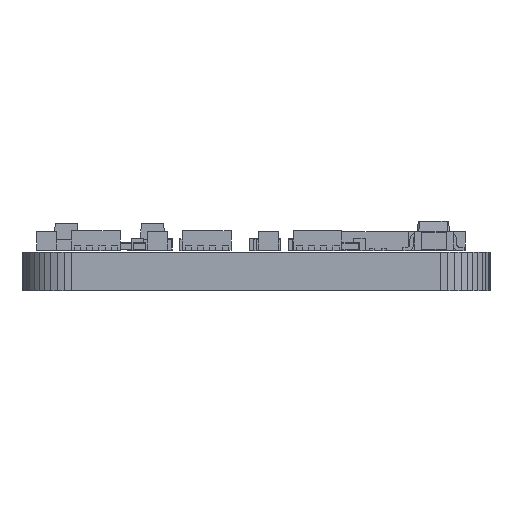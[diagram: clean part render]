
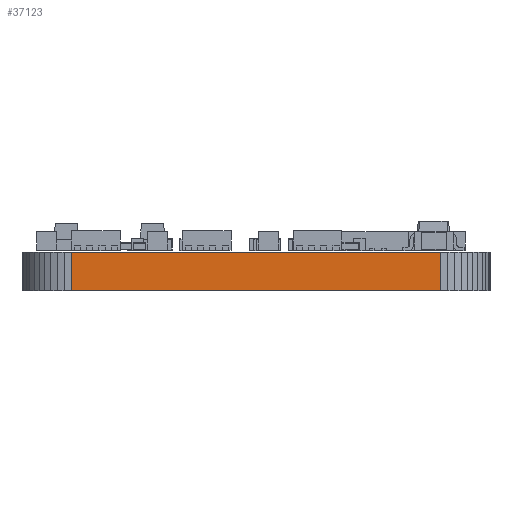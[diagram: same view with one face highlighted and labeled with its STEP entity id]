
A CAD part, front view. The second image highlights one B-rep face of the part: STEP entity #37123.
In plain terms, the highlighted planar face has unit normal (0, -1, 0).
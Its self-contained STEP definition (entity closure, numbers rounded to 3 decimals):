
#32011 = PLANE('',#32012);
#32012 = AXIS2_PLACEMENT_3D('',#32013,#32014,#32015);
#32013 = CARTESIAN_POINT('',(97.5,-65.5,1.57));
#32014 = DIRECTION('',(-0.,-0.,-1.));
#32015 = DIRECTION('',(-1.,0.,0.));
#32065 = PLANE('',#32066);
#32066 = AXIS2_PLACEMENT_3D('',#32067,#32068,#32069);
#32067 = CARTESIAN_POINT('',(97.5,-65.5,0.));
#32068 = DIRECTION('',(-0.,-0.,-1.));
#32069 = DIRECTION('',(-1.,0.,0.));
#32762 = VERTEX_POINT('',#32763);
#32763 = CARTESIAN_POINT('',(105.,-81.5,0.));
#32777 = PLANE('',#32778);
#32778 = AXIS2_PLACEMENT_3D('',#32779,#32780,#32781);
#32779 = CARTESIAN_POINT('',(105.285,-81.48,0.));
#32780 = DIRECTION('',(0.071,-0.997,0.));
#32781 = DIRECTION('',(-0.997,-0.071,0.));
#32789 = EDGE_CURVE('',#32762,#32790,#32792,.T.);
#32790 = VERTEX_POINT('',#32791);
#32791 = CARTESIAN_POINT('',(90.,-81.5,0.));
#32792 = SURFACE_CURVE('',#32793,(#32797,#32804),.PCURVE_S1.);
#32793 = LINE('',#32794,#32795);
#32794 = CARTESIAN_POINT('',(105.,-81.5,0.));
#32795 = VECTOR('',#32796,1.);
#32796 = DIRECTION('',(-1.,0.,0.));
#32797 = PCURVE('',#32065,#32798);
#32798 = DEFINITIONAL_REPRESENTATION('',(#32799),#32803);
#32799 = LINE('',#32800,#32801);
#32800 = CARTESIAN_POINT('',(-7.5,-16.));
#32801 = VECTOR('',#32802,1.);
#32802 = DIRECTION('',(1.,0.));
#32803 = ( GEOMETRIC_REPRESENTATION_CONTEXT(2) 
PARAMETRIC_REPRESENTATION_CONTEXT() REPRESENTATION_CONTEXT('2D SPACE',''
  ) );
#32804 = PCURVE('',#32805,#32810);
#32805 = PLANE('',#32806);
#32806 = AXIS2_PLACEMENT_3D('',#32807,#32808,#32809);
#32807 = CARTESIAN_POINT('',(105.,-81.5,0.));
#32808 = DIRECTION('',(0.,-1.,0.));
#32809 = DIRECTION('',(-1.,0.,0.));
#32810 = DEFINITIONAL_REPRESENTATION('',(#32811),#32815);
#32811 = LINE('',#32812,#32813);
#32812 = CARTESIAN_POINT('',(0.,-0.));
#32813 = VECTOR('',#32814,1.);
#32814 = DIRECTION('',(1.,0.));
#32815 = ( GEOMETRIC_REPRESENTATION_CONTEXT(2) 
PARAMETRIC_REPRESENTATION_CONTEXT() REPRESENTATION_CONTEXT('2D SPACE',''
  ) );
#32833 = PLANE('',#32834);
#32834 = AXIS2_PLACEMENT_3D('',#32835,#32836,#32837);
#32835 = CARTESIAN_POINT('',(90.,-81.5,0.));
#32836 = DIRECTION('',(-0.071,-0.997,0.));
#32837 = DIRECTION('',(-0.997,0.071,0.));
#34731 = VERTEX_POINT('',#34732);
#34732 = CARTESIAN_POINT('',(105.,-81.5,1.57));
#34753 = EDGE_CURVE('',#34731,#34754,#34756,.T.);
#34754 = VERTEX_POINT('',#34755);
#34755 = CARTESIAN_POINT('',(90.,-81.5,1.57));
#34756 = SURFACE_CURVE('',#34757,(#34761,#34768),.PCURVE_S1.);
#34757 = LINE('',#34758,#34759);
#34758 = CARTESIAN_POINT('',(105.,-81.5,1.57));
#34759 = VECTOR('',#34760,1.);
#34760 = DIRECTION('',(-1.,0.,0.));
#34761 = PCURVE('',#32011,#34762);
#34762 = DEFINITIONAL_REPRESENTATION('',(#34763),#34767);
#34763 = LINE('',#34764,#34765);
#34764 = CARTESIAN_POINT('',(-7.5,-16.));
#34765 = VECTOR('',#34766,1.);
#34766 = DIRECTION('',(1.,0.));
#34767 = ( GEOMETRIC_REPRESENTATION_CONTEXT(2) 
PARAMETRIC_REPRESENTATION_CONTEXT() REPRESENTATION_CONTEXT('2D SPACE',''
  ) );
#34768 = PCURVE('',#32805,#34769);
#34769 = DEFINITIONAL_REPRESENTATION('',(#34770),#34774);
#34770 = LINE('',#34771,#34772);
#34771 = CARTESIAN_POINT('',(0.,-1.57));
#34772 = VECTOR('',#34773,1.);
#34773 = DIRECTION('',(1.,0.));
#34774 = ( GEOMETRIC_REPRESENTATION_CONTEXT(2) 
PARAMETRIC_REPRESENTATION_CONTEXT() REPRESENTATION_CONTEXT('2D SPACE',''
  ) );
#37075 = EDGE_CURVE('',#32762,#34731,#37076,.T.);
#37076 = SURFACE_CURVE('',#37077,(#37081,#37088),.PCURVE_S1.);
#37077 = LINE('',#37078,#37079);
#37078 = CARTESIAN_POINT('',(105.,-81.5,0.));
#37079 = VECTOR('',#37080,1.);
#37080 = DIRECTION('',(0.,0.,1.));
#37081 = PCURVE('',#32777,#37082);
#37082 = DEFINITIONAL_REPRESENTATION('',(#37083),#37087);
#37083 = LINE('',#37084,#37085);
#37084 = CARTESIAN_POINT('',(0.285,0.));
#37085 = VECTOR('',#37086,1.);
#37086 = DIRECTION('',(0.,-1.));
#37087 = ( GEOMETRIC_REPRESENTATION_CONTEXT(2) 
PARAMETRIC_REPRESENTATION_CONTEXT() REPRESENTATION_CONTEXT('2D SPACE',''
  ) );
#37088 = PCURVE('',#32805,#37089);
#37089 = DEFINITIONAL_REPRESENTATION('',(#37090),#37094);
#37090 = LINE('',#37091,#37092);
#37091 = CARTESIAN_POINT('',(0.,-0.));
#37092 = VECTOR('',#37093,1.);
#37093 = DIRECTION('',(0.,-1.));
#37094 = ( GEOMETRIC_REPRESENTATION_CONTEXT(2) 
PARAMETRIC_REPRESENTATION_CONTEXT() REPRESENTATION_CONTEXT('2D SPACE',''
  ) );
#37123 = ADVANCED_FACE('',(#37124),#32805,.T.);
#37124 = FACE_BOUND('',#37125,.T.);
#37125 = EDGE_LOOP('',(#37126,#37127,#37128,#37149));
#37126 = ORIENTED_EDGE('',*,*,#37075,.T.);
#37127 = ORIENTED_EDGE('',*,*,#34753,.T.);
#37128 = ORIENTED_EDGE('',*,*,#37129,.F.);
#37129 = EDGE_CURVE('',#32790,#34754,#37130,.T.);
#37130 = SURFACE_CURVE('',#37131,(#37135,#37142),.PCURVE_S1.);
#37131 = LINE('',#37132,#37133);
#37132 = CARTESIAN_POINT('',(90.,-81.5,0.));
#37133 = VECTOR('',#37134,1.);
#37134 = DIRECTION('',(0.,0.,1.));
#37135 = PCURVE('',#32805,#37136);
#37136 = DEFINITIONAL_REPRESENTATION('',(#37137),#37141);
#37137 = LINE('',#37138,#37139);
#37138 = CARTESIAN_POINT('',(15.,0.));
#37139 = VECTOR('',#37140,1.);
#37140 = DIRECTION('',(0.,-1.));
#37141 = ( GEOMETRIC_REPRESENTATION_CONTEXT(2) 
PARAMETRIC_REPRESENTATION_CONTEXT() REPRESENTATION_CONTEXT('2D SPACE',''
  ) );
#37142 = PCURVE('',#32833,#37143);
#37143 = DEFINITIONAL_REPRESENTATION('',(#37144),#37148);
#37144 = LINE('',#37145,#37146);
#37145 = CARTESIAN_POINT('',(0.,0.));
#37146 = VECTOR('',#37147,1.);
#37147 = DIRECTION('',(0.,-1.));
#37148 = ( GEOMETRIC_REPRESENTATION_CONTEXT(2) 
PARAMETRIC_REPRESENTATION_CONTEXT() REPRESENTATION_CONTEXT('2D SPACE',''
  ) );
#37149 = ORIENTED_EDGE('',*,*,#32789,.F.);
